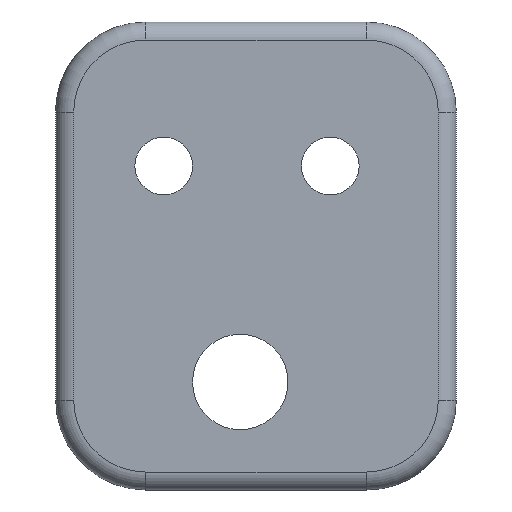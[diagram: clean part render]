
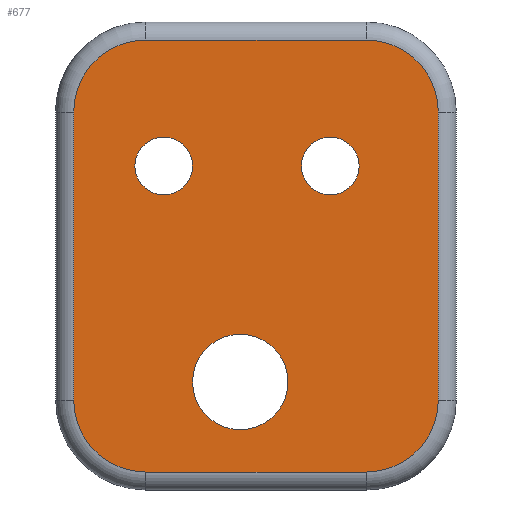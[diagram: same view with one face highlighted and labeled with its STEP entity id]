
A CAD part, left-side view. The second image highlights one B-rep face of the part: STEP entity #677.
In plain terms, the highlighted planar face has unit normal (-1, 0, 0).
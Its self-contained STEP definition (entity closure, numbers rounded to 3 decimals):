
#24=FACE_BOUND('',#207,.T.);
#25=FACE_BOUND('',#208,.T.);
#26=FACE_BOUND('',#209,.T.);
#48=LINE('',#1174,#95);
#50=LINE('',#1186,#97);
#55=LINE('',#1196,#102);
#56=LINE('',#1198,#103);
#95=VECTOR('',#876,10.);
#97=VECTOR('',#890,10.);
#102=VECTOR('',#901,10.);
#103=VECTOR('',#904,10.);
#134=PLANE('',#761);
#163=FACE_OUTER_BOUND('',#206,.T.);
#206=EDGE_LOOP('',(#547,#548,#549,#550,#551,#552,#553,#554));
#207=EDGE_LOOP('',(#555));
#208=EDGE_LOOP('',(#556));
#209=EDGE_LOOP('',(#557));
#243=CIRCLE('',#724,4.);
#248=CIRCLE('',#731,4.);
#253=CIRCLE('',#738,4.);
#255=CIRCLE('',#743,4.);
#261=CIRCLE('',#762,2.65);
#262=CIRCLE('',#763,1.6);
#263=CIRCLE('',#764,1.6);
#297=VERTEX_POINT('',#1080);
#299=VERTEX_POINT('',#1084);
#303=VERTEX_POINT('',#1095);
#305=VERTEX_POINT('',#1099);
#312=VERTEX_POINT('',#1135);
#314=VERTEX_POINT('',#1139);
#320=VERTEX_POINT('',#1177);
#321=VERTEX_POINT('',#1178);
#329=VERTEX_POINT('',#1223);
#330=VERTEX_POINT('',#1225);
#331=VERTEX_POINT('',#1227);
#361=EDGE_CURVE('',#299,#297,#243,.T.);
#368=EDGE_CURVE('',#305,#303,#248,.T.);
#379=EDGE_CURVE('',#314,#312,#253,.T.);
#387=EDGE_CURVE('',#297,#314,#48,.T.);
#389=EDGE_CURVE('',#320,#321,#255,.T.);
#393=EDGE_CURVE('',#321,#305,#50,.T.);
#399=EDGE_CURVE('',#312,#320,#55,.T.);
#400=EDGE_CURVE('',#303,#299,#56,.T.);
#413=EDGE_CURVE('',#329,#329,#261,.T.);
#414=EDGE_CURVE('',#330,#330,#262,.T.);
#415=EDGE_CURVE('',#331,#331,#263,.T.);
#547=ORIENTED_EDGE('',*,*,#389,.F.);
#548=ORIENTED_EDGE('',*,*,#399,.F.);
#549=ORIENTED_EDGE('',*,*,#379,.F.);
#550=ORIENTED_EDGE('',*,*,#387,.F.);
#551=ORIENTED_EDGE('',*,*,#361,.F.);
#552=ORIENTED_EDGE('',*,*,#400,.F.);
#553=ORIENTED_EDGE('',*,*,#368,.F.);
#554=ORIENTED_EDGE('',*,*,#393,.F.);
#555=ORIENTED_EDGE('',*,*,#413,.F.);
#556=ORIENTED_EDGE('',*,*,#414,.F.);
#557=ORIENTED_EDGE('',*,*,#415,.F.);
#677=ADVANCED_FACE('',(#163,#24,#25,#26),#134,.T.);
#724=AXIS2_PLACEMENT_3D('',#1086,#830,#831);
#731=AXIS2_PLACEMENT_3D('',#1101,#846,#847);
#738=AXIS2_PLACEMENT_3D('',#1141,#864,#865);
#743=AXIS2_PLACEMENT_3D('',#1179,#880,#881);
#761=AXIS2_PLACEMENT_3D('',#1222,#934,#935);
#762=AXIS2_PLACEMENT_3D('',#1224,#936,#937);
#763=AXIS2_PLACEMENT_3D('',#1226,#938,#939);
#764=AXIS2_PLACEMENT_3D('',#1228,#940,#941);
#830=DIRECTION('center_axis',(1.,0.,0.));
#831=DIRECTION('ref_axis',(0.,-0.707,0.707));
#846=DIRECTION('center_axis',(1.,0.,0.));
#847=DIRECTION('ref_axis',(0.,0.707,0.707));
#864=DIRECTION('center_axis',(1.,0.,0.));
#865=DIRECTION('ref_axis',(0.,-0.707,-0.707));
#876=DIRECTION('',(0.,0.,-1.));
#880=DIRECTION('center_axis',(1.,0.,0.));
#881=DIRECTION('ref_axis',(0.,0.707,-0.707));
#890=DIRECTION('',(0.,0.,1.));
#901=DIRECTION('',(0.,1.,0.));
#904=DIRECTION('',(0.,-1.,0.));
#934=DIRECTION('center_axis',(-1.,0.,0.));
#935=DIRECTION('ref_axis',(0.,0.,1.));
#936=DIRECTION('center_axis',(-1.,0.,0.));
#937=DIRECTION('ref_axis',(0.,0.,1.));
#938=DIRECTION('center_axis',(-1.,0.,0.));
#939=DIRECTION('ref_axis',(0.,0.,1.));
#940=DIRECTION('center_axis',(-1.,0.,0.));
#941=DIRECTION('ref_axis',(0.,0.,1.));
#1080=CARTESIAN_POINT('',(-53.5,-124.728,-211.5));
#1084=CARTESIAN_POINT('',(-53.5,-120.728,-207.5));
#1086=CARTESIAN_POINT('Origin',(-53.5,-120.728,-211.5));
#1095=CARTESIAN_POINT('',(-53.5,-108.474,-207.5));
#1099=CARTESIAN_POINT('',(-53.5,-104.474,-211.5));
#1101=CARTESIAN_POINT('Origin',(-53.5,-108.474,-211.5));
#1135=CARTESIAN_POINT('',(-53.5,-120.728,-231.5));
#1139=CARTESIAN_POINT('',(-53.5,-124.728,-227.5));
#1141=CARTESIAN_POINT('Origin',(-53.5,-120.728,-227.5));
#1174=CARTESIAN_POINT('',(-53.5,-124.728,-226.5));
#1177=CARTESIAN_POINT('',(-53.5,-108.474,-231.5));
#1178=CARTESIAN_POINT('',(-53.5,-104.474,-227.5));
#1179=CARTESIAN_POINT('Origin',(-53.5,-108.474,-227.5));
#1186=CARTESIAN_POINT('',(-53.5,-104.474,-213.5));
#1196=CARTESIAN_POINT('',(-53.5,-114.101,-231.5));
#1198=CARTESIAN_POINT('',(-53.5,-125.228,-207.5));
#1222=CARTESIAN_POINT('Origin',(-53.5,-124.728,-220.5));
#1223=CARTESIAN_POINT('',(-53.5,-113.728,-229.15));
#1224=CARTESIAN_POINT('Origin',(-53.5,-113.728,-226.5));
#1225=CARTESIAN_POINT('',(-53.5,-118.728,-216.1));
#1226=CARTESIAN_POINT('Origin',(-53.5,-118.728,-214.5));
#1227=CARTESIAN_POINT('',(-53.5,-109.474,-216.1));
#1228=CARTESIAN_POINT('Origin',(-53.5,-109.474,-214.5));
